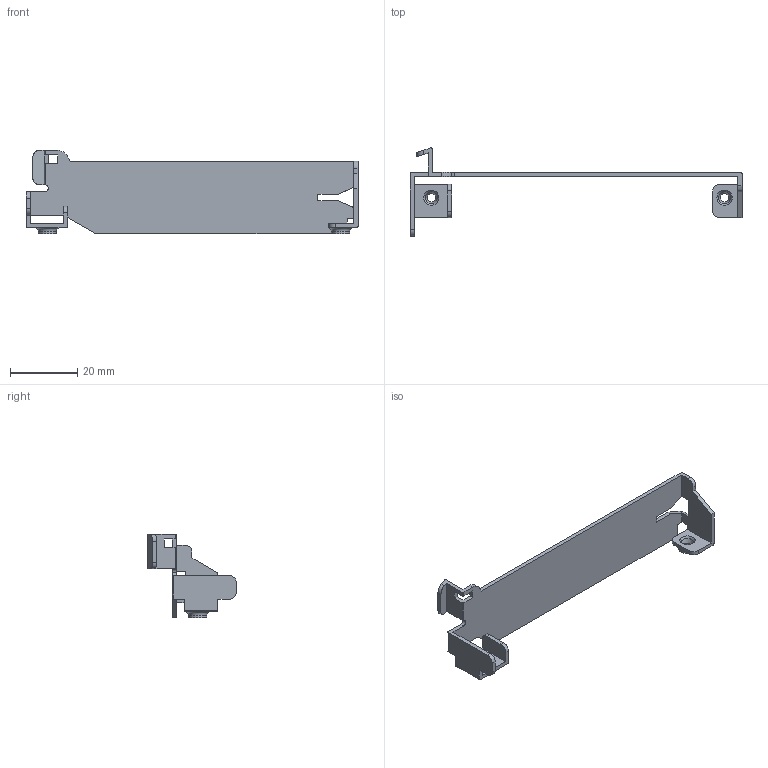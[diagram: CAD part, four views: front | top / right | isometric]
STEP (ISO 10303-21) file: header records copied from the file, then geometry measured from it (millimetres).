
FILE_DESCRIPTION(/* description */ (''),/* implementation_level */ '2;1');
FILE_NAME(/* name */ 'Connector Shield for Macintosh II-Family Computer 1.2mm.stp',/* time_stamp */ '2021-11-22T15:54:40-05:00',/* author */ (''),/* organization */ (''),/* preprocessor_version */ 'ST-DEVELOPER v15.2',/* originating_system */ 'Autodesk Translator Framework v2.0.0.5431',/* authorisation */ '');
FILE_SCHEMA (('AUTOMOTIVE_DESIGN { 1 0 10303 214 3 1 1 }'));
Length unit declared in the file: centimetre
Products named in the file (1): Connector Shield for Macintosh II-Family Computer 1.2mm
Bounding box: 98.8 x 26.3 x 24.75 mm (x, y, z)
Volume: 3176.5 mm3; surface area: 5802.6 mm2
Topology: 1 solids, 1 shells, 83 faces, 244 edges, 160 vertices
Faces by surface type: plane 50, cylinder 25, cone 6, torus 2
Full cylindrical faces by diameter (mm): 2.54 x2, 5.4 x2
Entity records: 2742 total; most frequent: CARTESIAN_POINT 495, ORIENTED_EDGE 464, DIRECTION 456, EDGE_CURVE 232, LINE 172, VECTOR 172, VERTEX_POINT 160, AXIS2_PLACEMENT_3D 142
